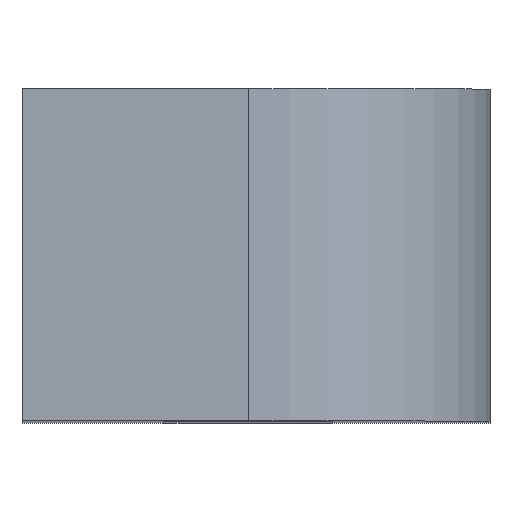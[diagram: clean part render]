
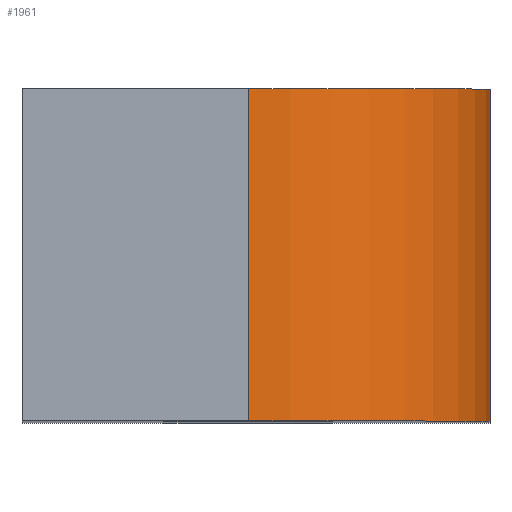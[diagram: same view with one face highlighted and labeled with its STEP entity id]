
A CAD part, top view. The second image highlights one B-rep face of the part: STEP entity #1961.
In plain terms, the highlighted cylindrical face has radius 8 mm (diameter 16 mm), a partial arc.
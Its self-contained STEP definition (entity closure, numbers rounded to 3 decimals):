
#83 = PLANE('',#84);
#84 = AXIS2_PLACEMENT_3D('',#85,#86,#87);
#85 = CARTESIAN_POINT('',(35.461,15.5,-39.163));
#86 = DIRECTION('',(0.,-1.,0.));
#87 = DIRECTION('',(0.,0.,-1.));
#539 = VERTEX_POINT('',#540);
#540 = CARTESIAN_POINT('',(64.,26.5,-11.5));
#549 = PLANE('',#550);
#550 = AXIS2_PLACEMENT_3D('',#551,#552,#553);
#551 = CARTESIAN_POINT('',(64.,26.5,-11.5));
#552 = DIRECTION('',(0.,0.,-1.));
#553 = DIRECTION('',(-1.,0.,0.));
#561 = PLANE('',#562);
#562 = AXIS2_PLACEMENT_3D('',#563,#564,#565);
#563 = CARTESIAN_POINT('',(35.461,26.5,-39.163));
#564 = DIRECTION('',(0.,-1.,0.));
#565 = DIRECTION('',(0.,0.,-1.));
#573 = EDGE_CURVE('',#539,#574,#576,.T.);
#574 = VERTEX_POINT('',#575);
#575 = CARTESIAN_POINT('',(64.,15.5,-11.5));
#576 = SURFACE_CURVE('',#577,(#581,#588),.PCURVE_S1.);
#577 = LINE('',#578,#579);
#578 = CARTESIAN_POINT('',(64.,26.5,-11.5));
#579 = VECTOR('',#580,1.);
#580 = DIRECTION('',(0.,-1.,0.));
#581 = PCURVE('',#549,#582);
#582 = DEFINITIONAL_REPRESENTATION('',(#583),#587);
#583 = LINE('',#584,#585);
#584 = CARTESIAN_POINT('',(0.,0.));
#585 = VECTOR('',#586,1.);
#586 = DIRECTION('',(0.,-1.));
#587 = ( GEOMETRIC_REPRESENTATION_CONTEXT(2) 
PARAMETRIC_REPRESENTATION_CONTEXT() REPRESENTATION_CONTEXT('2D SPACE',''
  ) );
#588 = PCURVE('',#589,#594);
#589 = CYLINDRICAL_SURFACE('',#590,8.);
#590 = AXIS2_PLACEMENT_3D('',#591,#592,#593);
#591 = CARTESIAN_POINT('',(64.,26.5,-19.5));
#592 = DIRECTION('',(0.,1.,0.));
#593 = DIRECTION('',(1.,0.,0.));
#594 = DEFINITIONAL_REPRESENTATION('',(#595),#599);
#595 = LINE('',#596,#597);
#596 = CARTESIAN_POINT('',(-1.571,0.));
#597 = VECTOR('',#598,1.);
#598 = DIRECTION('',(-0.,-1.));
#599 = ( GEOMETRIC_REPRESENTATION_CONTEXT(2) 
PARAMETRIC_REPRESENTATION_CONTEXT() REPRESENTATION_CONTEXT('2D SPACE',''
  ) );
#653 = EDGE_CURVE('',#654,#539,#656,.T.);
#654 = VERTEX_POINT('',#655);
#655 = CARTESIAN_POINT('',(72.,26.5,-19.5));
#656 = SURFACE_CURVE('',#657,(#662,#669),.PCURVE_S1.);
#657 = CIRCLE('',#658,8.);
#658 = AXIS2_PLACEMENT_3D('',#659,#660,#661);
#659 = CARTESIAN_POINT('',(64.,26.5,-19.5));
#660 = DIRECTION('',(0.,-1.,0.));
#661 = DIRECTION('',(1.,0.,0.));
#662 = PCURVE('',#561,#663);
#663 = DEFINITIONAL_REPRESENTATION('',(#664),#668);
#664 = CIRCLE('',#665,8.);
#665 = AXIS2_PLACEMENT_2D('',#666,#667);
#666 = CARTESIAN_POINT('',(-19.663,28.539));
#667 = DIRECTION('',(0.,1.));
#668 = ( GEOMETRIC_REPRESENTATION_CONTEXT(2) 
PARAMETRIC_REPRESENTATION_CONTEXT() REPRESENTATION_CONTEXT('2D SPACE',''
  ) );
#669 = PCURVE('',#589,#670);
#670 = DEFINITIONAL_REPRESENTATION('',(#671),#675);
#671 = LINE('',#672,#673);
#672 = CARTESIAN_POINT('',(-0.,0.));
#673 = VECTOR('',#674,1.);
#674 = DIRECTION('',(-1.,0.));
#675 = ( GEOMETRIC_REPRESENTATION_CONTEXT(2) 
PARAMETRIC_REPRESENTATION_CONTEXT() REPRESENTATION_CONTEXT('2D SPACE',''
  ) );
#741 = PLANE('',#742);
#742 = AXIS2_PLACEMENT_3D('',#743,#744,#745);
#743 = CARTESIAN_POINT('',(72.,26.5,-66.));
#744 = DIRECTION('',(-1.,0.,0.));
#745 = DIRECTION('',(0.,0.,1.));
#1961 = ADVANCED_FACE('',(#1962),#589,.T.);
#1962 = FACE_BOUND('',#1963,.F.);
#1963 = EDGE_LOOP('',(#1964,#1987,#2009,#2010));
#1964 = ORIENTED_EDGE('',*,*,#1965,.T.);
#1965 = EDGE_CURVE('',#654,#1966,#1968,.T.);
#1966 = VERTEX_POINT('',#1967);
#1967 = CARTESIAN_POINT('',(72.,15.5,-19.5));
#1968 = SURFACE_CURVE('',#1969,(#1973,#1980),.PCURVE_S1.);
#1969 = LINE('',#1970,#1971);
#1970 = CARTESIAN_POINT('',(72.,26.5,-19.5));
#1971 = VECTOR('',#1972,1.);
#1972 = DIRECTION('',(0.,-1.,0.));
#1973 = PCURVE('',#589,#1974);
#1974 = DEFINITIONAL_REPRESENTATION('',(#1975),#1979);
#1975 = LINE('',#1976,#1977);
#1976 = CARTESIAN_POINT('',(0.,-0.));
#1977 = VECTOR('',#1978,1.);
#1978 = DIRECTION('',(-0.,-1.));
#1979 = ( GEOMETRIC_REPRESENTATION_CONTEXT(2) 
PARAMETRIC_REPRESENTATION_CONTEXT() REPRESENTATION_CONTEXT('2D SPACE',''
  ) );
#1980 = PCURVE('',#741,#1981);
#1981 = DEFINITIONAL_REPRESENTATION('',(#1982),#1986);
#1982 = LINE('',#1983,#1984);
#1983 = CARTESIAN_POINT('',(46.5,0.));
#1984 = VECTOR('',#1985,1.);
#1985 = DIRECTION('',(0.,-1.));
#1986 = ( GEOMETRIC_REPRESENTATION_CONTEXT(2) 
PARAMETRIC_REPRESENTATION_CONTEXT() REPRESENTATION_CONTEXT('2D SPACE',''
  ) );
#1987 = ORIENTED_EDGE('',*,*,#1988,.T.);
#1988 = EDGE_CURVE('',#1966,#574,#1989,.T.);
#1989 = SURFACE_CURVE('',#1990,(#1995,#2002),.PCURVE_S1.);
#1990 = CIRCLE('',#1991,8.);
#1991 = AXIS2_PLACEMENT_3D('',#1992,#1993,#1994);
#1992 = CARTESIAN_POINT('',(64.,15.5,-19.5));
#1993 = DIRECTION('',(0.,-1.,0.));
#1994 = DIRECTION('',(1.,0.,0.));
#1995 = PCURVE('',#589,#1996);
#1996 = DEFINITIONAL_REPRESENTATION('',(#1997),#2001);
#1997 = LINE('',#1998,#1999);
#1998 = CARTESIAN_POINT('',(-0.,-11.));
#1999 = VECTOR('',#2000,1.);
#2000 = DIRECTION('',(-1.,0.));
#2001 = ( GEOMETRIC_REPRESENTATION_CONTEXT(2) 
PARAMETRIC_REPRESENTATION_CONTEXT() REPRESENTATION_CONTEXT('2D SPACE',''
  ) );
#2002 = PCURVE('',#83,#2003);
#2003 = DEFINITIONAL_REPRESENTATION('',(#2004),#2008);
#2004 = CIRCLE('',#2005,8.);
#2005 = AXIS2_PLACEMENT_2D('',#2006,#2007);
#2006 = CARTESIAN_POINT('',(-19.663,28.539));
#2007 = DIRECTION('',(0.,1.));
#2008 = ( GEOMETRIC_REPRESENTATION_CONTEXT(2) 
PARAMETRIC_REPRESENTATION_CONTEXT() REPRESENTATION_CONTEXT('2D SPACE',''
  ) );
#2009 = ORIENTED_EDGE('',*,*,#573,.F.);
#2010 = ORIENTED_EDGE('',*,*,#653,.F.);
